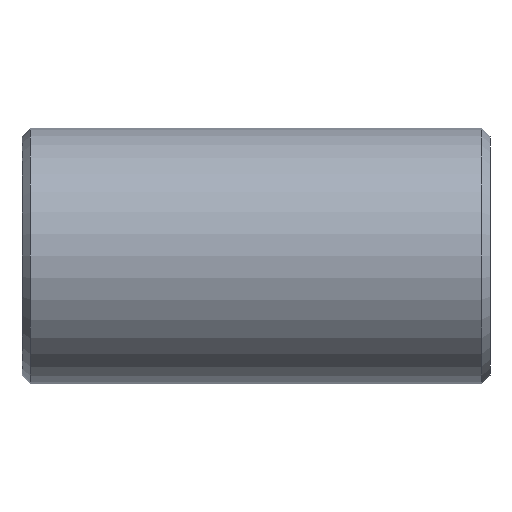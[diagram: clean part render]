
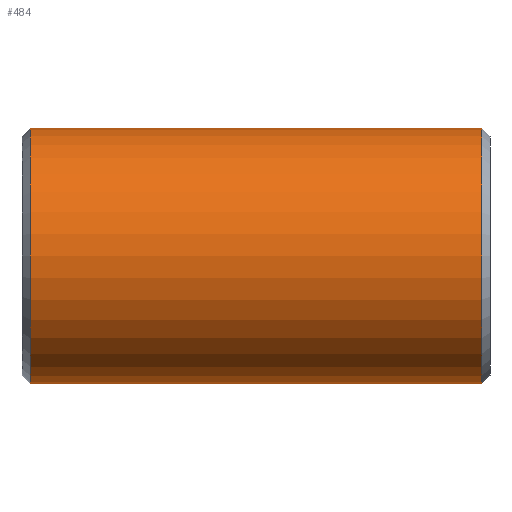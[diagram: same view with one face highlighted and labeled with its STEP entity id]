
A CAD part, front view. The second image highlights one B-rep face of the part: STEP entity #484.
In plain terms, the highlighted cylindrical face has radius 57.15 mm (diameter 114.3 mm), a partial arc.
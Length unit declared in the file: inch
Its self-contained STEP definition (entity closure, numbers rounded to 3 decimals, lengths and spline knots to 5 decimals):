
#3 = CARTESIAN_POINT ( 'NONE',  ( -3.974, 0., -2.25 ) ) ;
#10 = EDGE_CURVE ( 'NONE', #139, #406, #690, .T. ) ;
#11 = DIRECTION ( 'NONE',  ( 0., 0., 1. ) ) ;
#31 = LINE ( 'NONE', #215, #403 ) ;
#76 = AXIS2_PLACEMENT_3D ( 'NONE', #631, #643, #11 ) ;
#131 = AXIS2_PLACEMENT_3D ( 'NONE', #149, #761, #520 ) ;
#139 = VERTEX_POINT ( 'NONE', #369 ) ;
#149 = CARTESIAN_POINT ( 'NONE',  ( 4.12, 0., 0. ) ) ;
#205 = ORIENTED_EDGE ( 'NONE', *, *, #549, .F. ) ;
#213 = DIRECTION ( 'NONE',  ( -1., 0., 0. ) ) ;
#214 = EDGE_CURVE ( 'NONE', #800, #139, #31, .T. ) ;
#215 = CARTESIAN_POINT ( 'NONE',  ( 4.12, 0., 2.25 ) ) ;
#225 = DIRECTION ( 'NONE',  ( 0., 0., -1. ) ) ;
#242 = ORIENTED_EDGE ( 'NONE', *, *, #565, .T. ) ;
#334 = CARTESIAN_POINT ( 'NONE',  ( 3.974, 0., -2.25 ) ) ;
#369 = CARTESIAN_POINT ( 'NONE',  ( -3.974, 0., 2.25 ) ) ;
#379 = AXIS2_PLACEMENT_3D ( 'NONE', #736, #802, #225 ) ;
#403 = VECTOR ( 'NONE', #587, 39.37008 ) ;
#406 = VERTEX_POINT ( 'NONE', #3 ) ;
#412 = CARTESIAN_POINT ( 'NONE',  ( 4.12, 0., -2.25 ) ) ;
#436 = FACE_OUTER_BOUND ( 'NONE', #664, .T. ) ;
#484 = ADVANCED_FACE ( 'NONE', ( #436 ), #764, .T. ) ;
#520 = DIRECTION ( 'NONE',  ( 0., 0., 1. ) ) ;
#549 = EDGE_CURVE ( 'NONE', #768, #406, #798, .T. ) ;
#556 = VECTOR ( 'NONE', #213, 39.37008 ) ;
#565 = EDGE_CURVE ( 'NONE', #768, #800, #624, .T. ) ;
#587 = DIRECTION ( 'NONE',  ( -1., 0., 0. ) ) ;
#624 = CIRCLE ( 'NONE', #379, 2.25 ) ;
#631 = CARTESIAN_POINT ( 'NONE',  ( -3.974, 0., 0. ) ) ;
#643 = DIRECTION ( 'NONE',  ( 1., 0., 0. ) ) ;
#647 = ORIENTED_EDGE ( 'NONE', *, *, #214, .T. ) ;
#664 = EDGE_LOOP ( 'NONE', ( #205, #242, #647, #804 ) ) ;
#688 = CARTESIAN_POINT ( 'NONE',  ( 3.974, 0., 2.25 ) ) ;
#690 = CIRCLE ( 'NONE', #76, 2.25 ) ;
#736 = CARTESIAN_POINT ( 'NONE',  ( 3.974, 0., 0. ) ) ;
#761 = DIRECTION ( 'NONE',  ( -1., 0., 0. ) ) ;
#764 = CYLINDRICAL_SURFACE ( 'NONE', #131, 2.25 ) ;
#768 = VERTEX_POINT ( 'NONE', #334 ) ;
#798 = LINE ( 'NONE', #412, #556 ) ;
#800 = VERTEX_POINT ( 'NONE', #688 ) ;
#802 = DIRECTION ( 'NONE',  ( -1., 0., 0. ) ) ;
#804 = ORIENTED_EDGE ( 'NONE', *, *, #10, .T. ) ;
